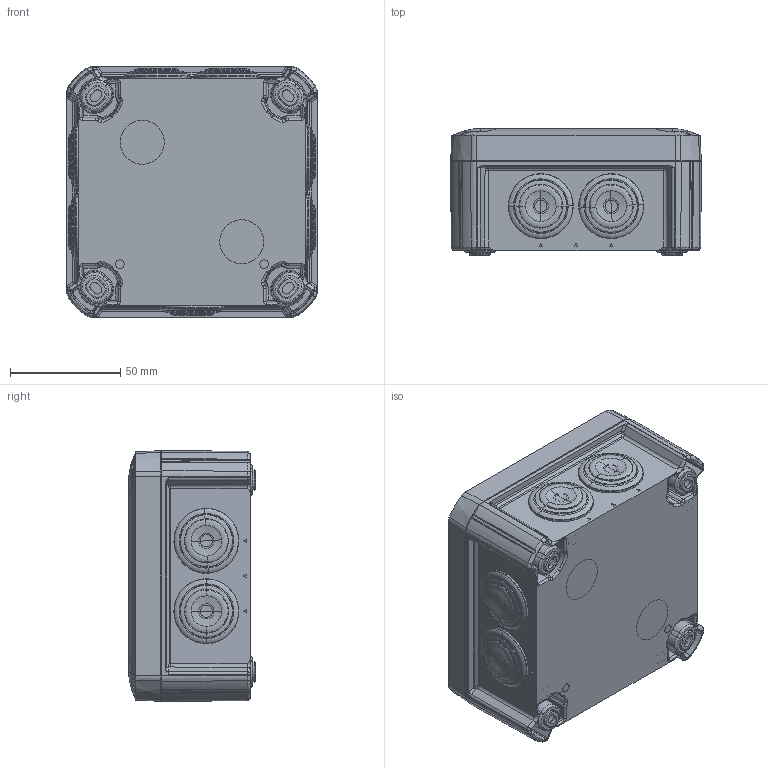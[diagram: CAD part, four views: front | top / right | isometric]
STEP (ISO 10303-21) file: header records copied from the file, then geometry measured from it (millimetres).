
FILE_DESCRIPTION (( 'STEP AP214' ), '1' );
FILE_NAME ('2007466.STEP', '2025-01-28T14:22:35', ( '' ), ( '' ), 'SwSTEP 2.0', 'SolidWorks 2024', '' );
FILE_SCHEMA (( 'AUTOMOTIVE_DESIGN' ));
Length unit declared in the file: millimetre
Products named in the file (7): 2007466; 117086_Einsteckdichtung; 0068977_LGR; ED170-04-02_Standard; 132172_H6; ED950_WKZ-Injection mold 6236; 132011_H6
Assembly tree (16 placements, depth 3):
  2007466
    117086_Einsteckdichtung
    132172_H6
      132011_H6
    ED950_WKZ-Injection mold 6236  x4
    ED170-04-02_Standard  x2
    0068977_LGR  x7
Bounding box: 114 x 57.4 x 114 mm (x, y, z)
Volume: 135250.7 mm3; surface area: 152640.9 mm2
Topology: 15 solids, 15 shells, 3403 faces, 8220 edges, 4911 vertices
Faces by surface type: bspline 844, cylinder 737, plane 663, torus 526, cone 503, sphere 130
Entity records: 112537 total; most frequent: CARTESIAN_POINT 57307, ORIENTED_EDGE 13300, DIRECTION 9406, EDGE_CURVE 6650, VERTEX_POINT 4043, AXIS2_PLACEMENT_3D 3794, EDGE_LOOP 2733, FACE_OUTER_BOUND 2656
